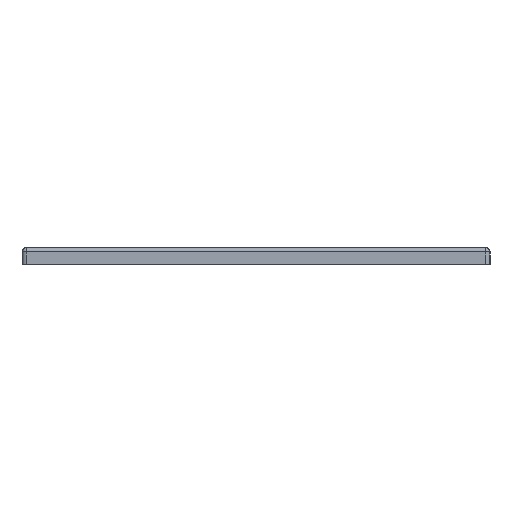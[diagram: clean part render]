
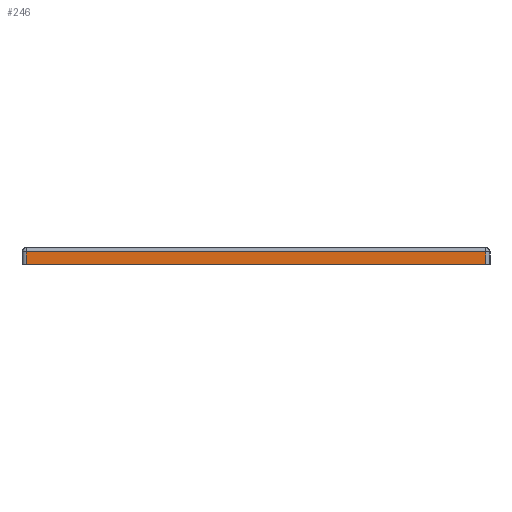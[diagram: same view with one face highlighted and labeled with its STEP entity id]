
A CAD part, left-side view. The second image highlights one B-rep face of the part: STEP entity #246.
In plain terms, the highlighted planar face has unit normal (-1, 0, 0).
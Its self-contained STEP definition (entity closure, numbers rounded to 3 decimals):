
#96=CARTESIAN_POINT('Line Origine',(-147.5,105.5,3.9)) ;
#100=CARTESIAN_POINT('Vertex',(-147.5,105.5,5.8)) ;
#102=CARTESIAN_POINT('Vertex',(-147.5,105.5,0.)) ;
#216=CARTESIAN_POINT('Axis2P3D Location',(-147.5,-107.5,0.)) ;
#221=CARTESIAN_POINT('Line Origine',(-147.5,0.,0.)) ;
#225=CARTESIAN_POINT('Vertex',(-147.5,-105.5,0.)) ;
#228=CARTESIAN_POINT('Line Origine',(-147.5,-105.5,2.9)) ;
#232=CARTESIAN_POINT('Vertex',(-147.5,-105.5,5.8)) ;
#235=CARTESIAN_POINT('Line Origine',(-147.5,0.,5.8)) ;
#97=DIRECTION('Vector Direction',(0.,0.,1.)) ;
#217=DIRECTION('Axis2P3D Direction',(1.,0.,0.)) ;
#218=DIRECTION('Axis2P3D XDirection',(0.,1.,0.)) ;
#222=DIRECTION('Vector Direction',(0.,1.,0.)) ;
#229=DIRECTION('Vector Direction',(0.,0.,1.)) ;
#236=DIRECTION('Vector Direction',(0.,1.,0.)) ;
#219=AXIS2_PLACEMENT_3D('Plane Axis2P3D',#216,#217,#218) ;
#241=ORIENTED_EDGE('',*,*,#227,.T.) ;
#242=ORIENTED_EDGE('',*,*,#234,.T.) ;
#243=ORIENTED_EDGE('',*,*,#239,.F.) ;
#244=ORIENTED_EDGE('',*,*,#104,.T.) ;
#98=VECTOR('Line Direction',#97,1.) ;
#223=VECTOR('Line Direction',#222,1.) ;
#230=VECTOR('Line Direction',#229,1.) ;
#237=VECTOR('Line Direction',#236,1.) ;
#246=ADVANCED_FACE('Body.2',(#245),#220,.F.) ;
#104=EDGE_CURVE('',#101,#103,#99,.F.) ;
#227=EDGE_CURVE('',#103,#226,#224,.F.) ;
#234=EDGE_CURVE('',#226,#233,#231,.T.) ;
#239=EDGE_CURVE('',#101,#233,#238,.F.) ;
#240=EDGE_LOOP('',(#241,#242,#243,#244)) ;
#245=FACE_OUTER_BOUND('',#240,.T.) ;
#99=LINE('Line',#96,#98) ;
#224=LINE('Line',#221,#223) ;
#231=LINE('Line',#228,#230) ;
#238=LINE('Line',#235,#237) ;
#220=PLANE('',#219) ;
#101=VERTEX_POINT('',#100) ;
#103=VERTEX_POINT('',#102) ;
#226=VERTEX_POINT('',#225) ;
#233=VERTEX_POINT('',#232) ;
